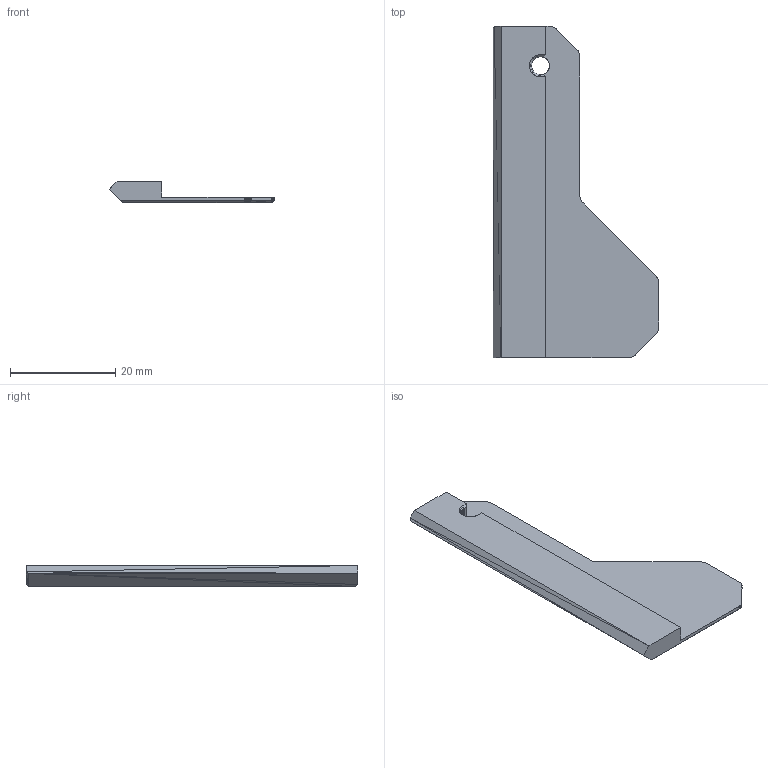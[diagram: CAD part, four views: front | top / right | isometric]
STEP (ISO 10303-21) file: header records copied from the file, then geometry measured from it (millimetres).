
FILE_DESCRIPTION(('FreeCAD Model'),'2;1');
FILE_NAME('./VORON-0/STLs/VORON0.0/V0_Panel_Mounting/For_2mm_Panels/2mm_Top_Corner_Rear_x1.step','2020-04-30T22:40:32',('FreeCAD'),('FreeCAD'), 'Open CASCADE STEP processor 7.3','FreeCAD','Unknown');
FILE_SCHEMA(('AUTOMOTIVE_DESIGN { 1 0 10303 214 1 1 1 1 }'));
Length unit declared in the file: millimetre
Products named in the file (1): Open CASCADE STEP translator 7.3 1
Bounding box: 31.5 x 63 x 4 mm (x, y, z)
Surface area: 3132.2 mm2 (no closed solid volume)
Topology: 0 solids, 1 shells, 513 faces, 978 edges, 466 vertices
Faces by surface type: plane 513
Entity records: 11902 total; most frequent: DIRECTION 2006, CARTESIAN_POINT 1958, ORIENTED_EDGE 1956, EDGE_CURVE 978, LINE 978, VECTOR 978, AXIS2_PLACEMENT_3D 514, FACE_BOUND 514
